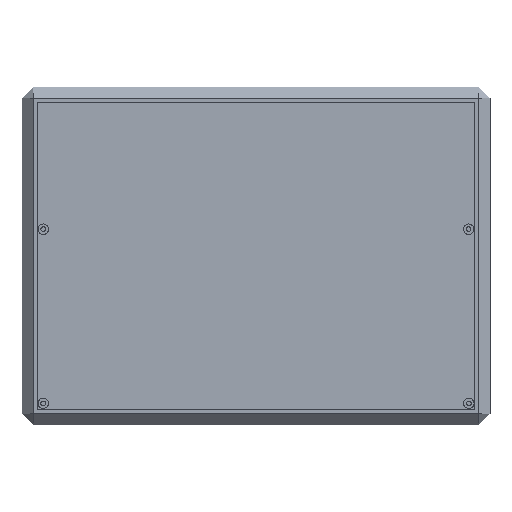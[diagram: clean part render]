
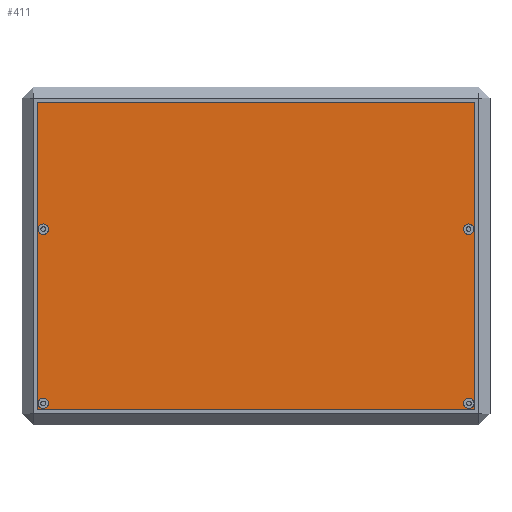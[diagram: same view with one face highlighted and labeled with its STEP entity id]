
A CAD part, top view. The second image highlights one B-rep face of the part: STEP entity #411.
In plain terms, the highlighted planar face has unit normal (0, 0, 1).
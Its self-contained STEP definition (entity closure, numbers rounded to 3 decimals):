
#5 = ORIENTED_EDGE ( 'NONE', *, *, #1521, .F. ) ;
#13 = VERTEX_POINT ( 'NONE', #1025 ) ;
#20 = DIRECTION ( 'NONE',  ( 0., 0., 1. ) ) ;
#24 = EDGE_LOOP ( 'NONE', ( #1151, #771 ) ) ;
#27 = DIRECTION ( 'NONE',  ( -1., 0., 0. ) ) ;
#31 = CARTESIAN_POINT ( 'NONE',  ( 116., -81.5, 0. ) ) ;
#46 = ORIENTED_EDGE ( 'NONE', *, *, #583, .F. ) ;
#69 = EDGE_CURVE ( 'NONE', #1705, #1554, #1038, .T. ) ;
#78 = CIRCLE ( 'NONE', #1894, 2.75 ) ;
#84 = CARTESIAN_POINT ( 'NONE',  ( -116., -81.5, 0. ) ) ;
#103 = DIRECTION ( 'NONE',  ( 0., 0., 1. ) ) ;
#154 = CARTESIAN_POINT ( 'NONE',  ( 112.667, 14.213, 0. ) ) ;
#159 = EDGE_LOOP ( 'NONE', ( #957, #1673, #1385, #1538 ) ) ;
#165 = VECTOR ( 'NONE', #552, 1000. ) ;
#168 = CIRCLE ( 'NONE', #560, 2.75 ) ;
#175 = CIRCLE ( 'NONE', #541, 2.75 ) ;
#241 = CARTESIAN_POINT ( 'NONE',  ( 112.794, -78.116, 0. ) ) ;
#263 = VERTEX_POINT ( 'NONE', #668 ) ;
#284 = DIRECTION ( 'NONE',  ( 0., 0., 1. ) ) ;
#291 = VERTEX_POINT ( 'NONE', #545 ) ;
#295 = AXIS2_PLACEMENT_3D ( 'NONE', #322, #785, #342 ) ;
#322 = CARTESIAN_POINT ( 'NONE',  ( -112.73, 14.197, 0. ) ) ;
#328 = EDGE_LOOP ( 'NONE', ( #491, #46 ) ) ;
#339 = EDGE_CURVE ( 'NONE', #1901, #263, #175, .T. ) ;
#342 = DIRECTION ( 'NONE',  ( -1., 0., 0. ) ) ;
#349 = EDGE_CURVE ( 'NONE', #375, #1266, #1702, .T. ) ;
#368 = CARTESIAN_POINT ( 'NONE',  ( -116., -81.5, 0. ) ) ;
#375 = VERTEX_POINT ( 'NONE', #84 ) ;
#394 = LINE ( 'NONE', #1887, #528 ) ;
#396 = CARTESIAN_POINT ( 'NONE',  ( -112.758, -78.132, 0. ) ) ;
#411 = ADVANCED_FACE ( 'NONE', ( #441, #1330, #1021, #1337, #1781 ), #1310, .F. ) ;
#423 = EDGE_CURVE ( 'NONE', #709, #13, #512, .T. ) ;
#432 = CARTESIAN_POINT ( 'NONE',  ( -116., -81.5, 0. ) ) ;
#441 = FACE_BOUND ( 'NONE', #1553, .T. ) ;
#450 = DIRECTION ( 'NONE',  ( 0., 0., -1. ) ) ;
#458 = EDGE_CURVE ( 'NONE', #291, #1307, #1482, .T. ) ;
#491 = ORIENTED_EDGE ( 'NONE', *, *, #423, .F. ) ;
#512 = CIRCLE ( 'NONE', #1259, 2.75 ) ;
#523 = EDGE_CURVE ( 'NONE', #263, #1901, #1726, .T. ) ;
#524 = CARTESIAN_POINT ( 'NONE',  ( -112.73, 14.197, 0. ) ) ;
#528 = VECTOR ( 'NONE', #1859, 1000. ) ;
#540 = AXIS2_PLACEMENT_3D ( 'NONE', #1159, #20, #1757 ) ;
#541 = AXIS2_PLACEMENT_3D ( 'NONE', #524, #1849, #1716 ) ;
#545 = CARTESIAN_POINT ( 'NONE',  ( -110.023, -78.132, 0. ) ) ;
#552 = DIRECTION ( 'NONE',  ( -1., 0., 0. ) ) ;
#560 = AXIS2_PLACEMENT_3D ( 'NONE', #912, #1790, #27 ) ;
#568 = AXIS2_PLACEMENT_3D ( 'NONE', #1638, #450, #1616 ) ;
#572 = CARTESIAN_POINT ( 'NONE',  ( 115.544, -78.116, 0. ) ) ;
#578 = LINE ( 'NONE', #432, #1780 ) ;
#583 = EDGE_CURVE ( 'NONE', #13, #709, #168, .T. ) ;
#668 = CARTESIAN_POINT ( 'NONE',  ( -115.48, 14.197, 0. ) ) ;
#681 = DIRECTION ( 'NONE',  ( -1., 0., 0. ) ) ;
#696 = CARTESIAN_POINT ( 'NONE',  ( -116., 81.5, 0. ) ) ;
#709 = VERTEX_POINT ( 'NONE', #1714 ) ;
#771 = ORIENTED_EDGE ( 'NONE', *, *, #339, .F. ) ;
#785 = DIRECTION ( 'NONE',  ( 0., 0., 1. ) ) ;
#809 = EDGE_CURVE ( 'NONE', #1861, #375, #578, .T. ) ;
#815 = CARTESIAN_POINT ( 'NONE',  ( 110.044, -78.116, 0. ) ) ;
#869 = DIRECTION ( 'NONE',  ( 0., 0., 1. ) ) ;
#912 = CARTESIAN_POINT ( 'NONE',  ( 112.667, 14.213, 0. ) ) ;
#946 = ORIENTED_EDGE ( 'NONE', *, *, #1118, .F. ) ;
#957 = ORIENTED_EDGE ( 'NONE', *, *, #1565, .T. ) ;
#963 = DIRECTION ( 'NONE',  ( -1., 0., 0. ) ) ;
#977 = AXIS2_PLACEMENT_3D ( 'NONE', #1755, #284, #1771 ) ;
#980 = AXIS2_PLACEMENT_3D ( 'NONE', #396, #1712, #681 ) ;
#984 = CARTESIAN_POINT ( 'NONE',  ( -116., 81.5, 0. ) ) ;
#993 = LINE ( 'NONE', #984, #165 ) ;
#1021 = FACE_BOUND ( 'NONE', #328, .T. ) ;
#1025 = CARTESIAN_POINT ( 'NONE',  ( 115.417, 14.213, 0. ) ) ;
#1038 = CIRCLE ( 'NONE', #540, 2.75 ) ;
#1047 = CARTESIAN_POINT ( 'NONE',  ( -115.494, -78.132, 0. ) ) ;
#1057 = VERTEX_POINT ( 'NONE', #1208 ) ;
#1118 = EDGE_CURVE ( 'NONE', #1307, #291, #1817, .T. ) ;
#1151 = ORIENTED_EDGE ( 'NONE', *, *, #523, .F. ) ;
#1159 = CARTESIAN_POINT ( 'NONE',  ( 112.794, -78.116, 0. ) ) ;
#1207 = EDGE_LOOP ( 'NONE', ( #5, #1788 ) ) ;
#1208 = CARTESIAN_POINT ( 'NONE',  ( 116., 81.5, 0. ) ) ;
#1259 = AXIS2_PLACEMENT_3D ( 'NONE', #154, #869, #1895 ) ;
#1266 = VERTEX_POINT ( 'NONE', #31 ) ;
#1307 = VERTEX_POINT ( 'NONE', #1047 ) ;
#1310 = PLANE ( 'NONE',  #568 ) ;
#1324 = VECTOR ( 'NONE', #1549, 1000. ) ;
#1330 = FACE_BOUND ( 'NONE', #1207, .T. ) ;
#1337 = FACE_BOUND ( 'NONE', #24, .T. ) ;
#1342 = ORIENTED_EDGE ( 'NONE', *, *, #458, .F. ) ;
#1385 = ORIENTED_EDGE ( 'NONE', *, *, #809, .T. ) ;
#1482 = CIRCLE ( 'NONE', #977, 2.736 ) ;
#1521 = EDGE_CURVE ( 'NONE', #1554, #1705, #78, .T. ) ;
#1538 = ORIENTED_EDGE ( 'NONE', *, *, #349, .T. ) ;
#1549 = DIRECTION ( 'NONE',  ( 1., 0., 0. ) ) ;
#1553 = EDGE_LOOP ( 'NONE', ( #946, #1342 ) ) ;
#1554 = VERTEX_POINT ( 'NONE', #815 ) ;
#1565 = EDGE_CURVE ( 'NONE', #1266, #1057, #394, .T. ) ;
#1616 = DIRECTION ( 'NONE',  ( -1., 0., 0. ) ) ;
#1638 = CARTESIAN_POINT ( 'NONE',  ( 0., 0., 0. ) ) ;
#1673 = ORIENTED_EDGE ( 'NONE', *, *, #1880, .T. ) ;
#1702 = LINE ( 'NONE', #368, #1324 ) ;
#1705 = VERTEX_POINT ( 'NONE', #572 ) ;
#1712 = DIRECTION ( 'NONE',  ( 0., 0., 1. ) ) ;
#1714 = CARTESIAN_POINT ( 'NONE',  ( 109.917, 14.213, 0. ) ) ;
#1716 = DIRECTION ( 'NONE',  ( -1., 0., 0. ) ) ;
#1726 = CIRCLE ( 'NONE', #295, 2.75 ) ;
#1755 = CARTESIAN_POINT ( 'NONE',  ( -112.758, -78.132, 0. ) ) ;
#1757 = DIRECTION ( 'NONE',  ( -1., 0., 0. ) ) ;
#1770 = DIRECTION ( 'NONE',  ( 0., -1., 0. ) ) ;
#1771 = DIRECTION ( 'NONE',  ( -1., 0., 0. ) ) ;
#1780 = VECTOR ( 'NONE', #1770, 1000. ) ;
#1781 = FACE_OUTER_BOUND ( 'NONE', #159, .T. ) ;
#1788 = ORIENTED_EDGE ( 'NONE', *, *, #69, .F. ) ;
#1790 = DIRECTION ( 'NONE',  ( 0., 0., 1. ) ) ;
#1817 = CIRCLE ( 'NONE', #980, 2.736 ) ;
#1849 = DIRECTION ( 'NONE',  ( 0., 0., 1. ) ) ;
#1859 = DIRECTION ( 'NONE',  ( 0., 1., 0. ) ) ;
#1861 = VERTEX_POINT ( 'NONE', #696 ) ;
#1865 = CARTESIAN_POINT ( 'NONE',  ( -109.98, 14.197, 0. ) ) ;
#1880 = EDGE_CURVE ( 'NONE', #1057, #1861, #993, .T. ) ;
#1887 = CARTESIAN_POINT ( 'NONE',  ( 116., -81.5, 0. ) ) ;
#1894 = AXIS2_PLACEMENT_3D ( 'NONE', #241, #103, #963 ) ;
#1895 = DIRECTION ( 'NONE',  ( -1., 0., 0. ) ) ;
#1901 = VERTEX_POINT ( 'NONE', #1865 ) ;
